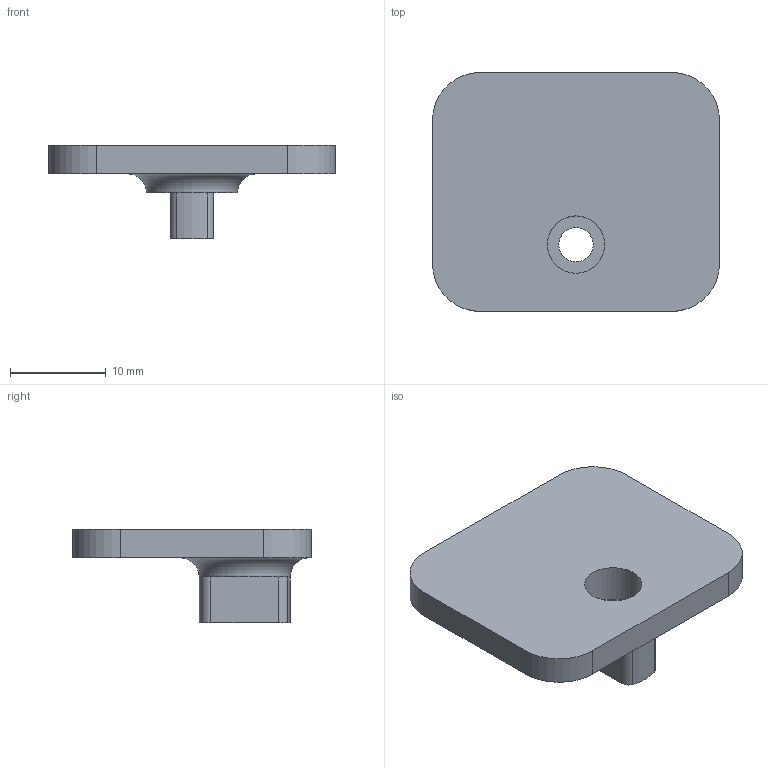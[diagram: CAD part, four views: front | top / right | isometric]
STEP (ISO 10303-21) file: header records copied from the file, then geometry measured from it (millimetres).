
FILE_DESCRIPTION(/* description */ (''),/* implementation_level */ '2;1');
FILE_NAME(/* name */ 'BP_ClampFoot.stp',/* time_stamp */ '2023-04-16T23:23:55-04:00',/* author */ (''),/* organization */ (''),/* preprocessor_version */ 'ST-DEVELOPER v18.102',/* originating_system */ 'SIEMENS PLM Software NX2206.6002',/* authorisation */ '');
FILE_SCHEMA (('AUTOMOTIVE_DESIGN { 1 0 10303 214 3 1 1 1 }'));
Length unit declared in the file: millimetre
Products named in the file (1): BP_ClampFoot
Bounding box: 30 x 25 x 9.8 mm (x, y, z)
Volume: 2379 mm3; surface area: 2040.3 mm2
Topology: 1 solids, 1 shells, 25 faces, 60 edges, 39 vertices
Faces by surface type: cylinder 12, plane 12, torus 1
Full cylindrical faces by diameter (mm): 3.6 x1, 6 x1
Entity records: 732 total; most frequent: DIRECTION 134, CARTESIAN_POINT 118, ORIENTED_EDGE 110, EDGE_CURVE 55, AXIS2_PLACEMENT_3D 53, VERTEX_POINT 37, EDGE_LOOP 32, LINE 28
